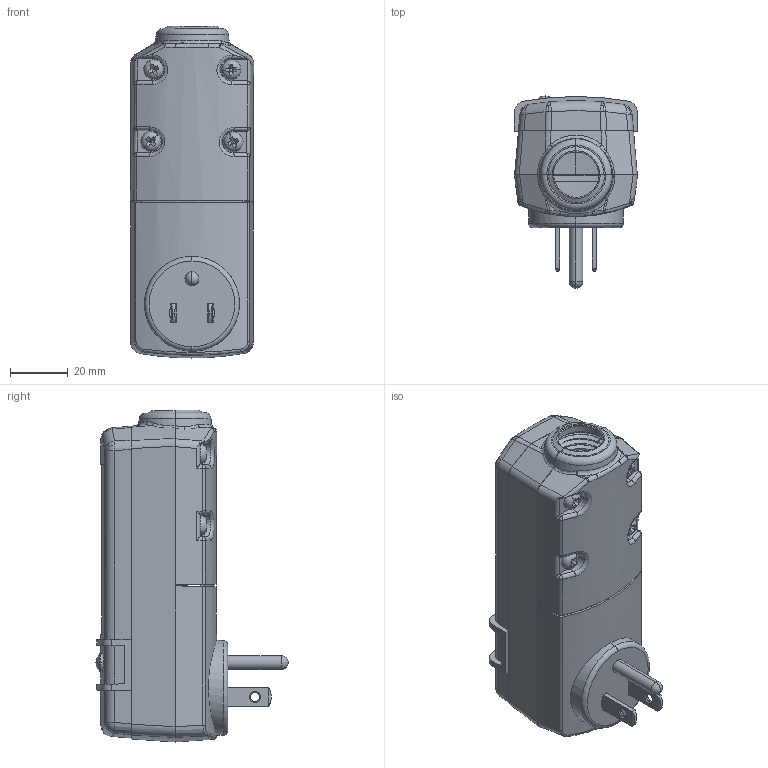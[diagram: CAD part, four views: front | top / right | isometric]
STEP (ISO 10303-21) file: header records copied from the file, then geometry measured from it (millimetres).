
FILE_DESCRIPTION (( 'STEP AP214' ), '1' );
FILE_NAME ('CATSTD-GSRM1-XXX.STEP', '2021-08-12T18:57:49', ( '' ), ( '' ), 'SwSTEP 2.0', 'SolidWorks 2020', '' );
FILE_SCHEMA (( 'AUTOMOTIVE_DESIGN' ));
Length unit declared in the file: inch
Products named in the file (1): CATSTD-GSRM1-XXX
Bounding box: 42.75 x 66.62 x 115.11 mm (x, y, z)
Surface area: 23011.7 mm2 (no closed solid volume)
Topology: 0 solids, 23 shells, 402 faces, 1225 edges, 832 vertices
Faces by surface type: plane 169, cylinder 84, bspline 70, cone 44, torus 25, sphere 10
Entity records: 25888 total; most frequent: CARTESIAN_POINT 10870, ORIENTED_EDGE 2120, DIRECTION 1717, EDGE_CURVE 1221, VERTEX_POINT 832, AXIS2_PLACEMENT_3D 578, VECTOR 561, LINE 561
